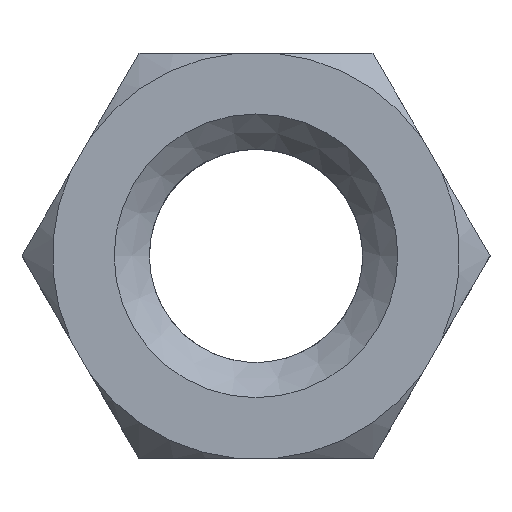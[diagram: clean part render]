
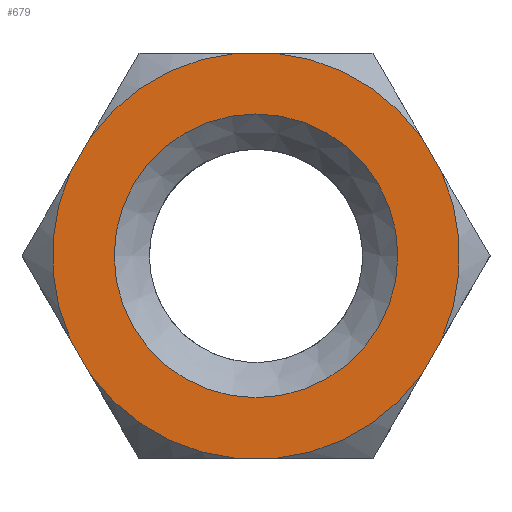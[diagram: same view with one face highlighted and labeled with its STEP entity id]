
A CAD part, top view. The second image highlights one B-rep face of the part: STEP entity #679.
In plain terms, the highlighted planar face has unit normal (0, 0, 1).
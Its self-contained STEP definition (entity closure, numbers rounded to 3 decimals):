
#44=FACE_BOUND('',#146,.T.);
#54=PLANE('',#751);
#107=FACE_OUTER_BOUND('',#145,.T.);
#145=EDGE_LOOP('',(#619,#620,#621,#622,#623,#624,#625,#626,#627,#628,#629,
#630));
#146=EDGE_LOOP('',(#631));
#162=CIRCLE('',#736,7.);
#163=CIRCLE('',#739,10.047);
#164=CIRCLE('',#741,10.047);
#165=CIRCLE('',#743,10.047);
#166=CIRCLE('',#745,10.047);
#167=CIRCLE('',#747,10.047);
#168=CIRCLE('',#749,10.047);
#214=LINE('',#2118,#243);
#217=LINE('',#2140,#246);
#219=LINE('',#2160,#248);
#221=LINE('',#2188,#250);
#223=LINE('',#2204,#252);
#225=LINE('',#2661,#254);
#243=VECTOR('',#828,10.);
#246=VECTOR('',#833,10.);
#248=VECTOR('',#839,10.);
#250=VECTOR('',#847,10.);
#252=VECTOR('',#853,10.);
#254=VECTOR('',#897,10.);
#299=VERTEX_POINT('',#2113);
#300=VERTEX_POINT('',#2117);
#305=VERTEX_POINT('',#2135);
#306=VERTEX_POINT('',#2139);
#309=VERTEX_POINT('',#2155);
#310=VERTEX_POINT('',#2159);
#314=VERTEX_POINT('',#2183);
#315=VERTEX_POINT('',#2187);
#317=VERTEX_POINT('',#2199);
#318=VERTEX_POINT('',#2203);
#320=VERTEX_POINT('',#2636);
#321=VERTEX_POINT('',#2641);
#322=VERTEX_POINT('',#2653);
#381=EDGE_CURVE('',#300,#299,#214,.T.);
#388=EDGE_CURVE('',#306,#305,#217,.T.);
#394=EDGE_CURVE('',#310,#309,#219,.T.);
#402=EDGE_CURVE('',#315,#314,#221,.T.);
#407=EDGE_CURVE('',#318,#317,#223,.T.);
#415=EDGE_CURVE('',#320,#320,#162,.T.);
#418=EDGE_CURVE('',#321,#315,#163,.T.);
#419=EDGE_CURVE('',#314,#318,#164,.T.);
#420=EDGE_CURVE('',#317,#300,#165,.T.);
#421=EDGE_CURVE('',#299,#306,#166,.T.);
#423=EDGE_CURVE('',#309,#322,#167,.T.);
#424=EDGE_CURVE('',#305,#310,#168,.T.);
#425=EDGE_CURVE('',#322,#321,#225,.T.);
#619=ORIENTED_EDGE('',*,*,#424,.T.);
#620=ORIENTED_EDGE('',*,*,#394,.T.);
#621=ORIENTED_EDGE('',*,*,#423,.T.);
#622=ORIENTED_EDGE('',*,*,#425,.T.);
#623=ORIENTED_EDGE('',*,*,#418,.T.);
#624=ORIENTED_EDGE('',*,*,#402,.T.);
#625=ORIENTED_EDGE('',*,*,#419,.T.);
#626=ORIENTED_EDGE('',*,*,#407,.T.);
#627=ORIENTED_EDGE('',*,*,#420,.T.);
#628=ORIENTED_EDGE('',*,*,#381,.T.);
#629=ORIENTED_EDGE('',*,*,#421,.T.);
#630=ORIENTED_EDGE('',*,*,#388,.T.);
#631=ORIENTED_EDGE('',*,*,#415,.T.);
#679=ADVANCED_FACE('',(#107,#44),#54,.T.);
#736=AXIS2_PLACEMENT_3D('',#2637,#866,#867);
#739=AXIS2_PLACEMENT_3D('',#2645,#873,#874);
#741=AXIS2_PLACEMENT_3D('',#2647,#877,#878);
#743=AXIS2_PLACEMENT_3D('',#2649,#881,#882);
#745=AXIS2_PLACEMENT_3D('',#2651,#885,#886);
#747=AXIS2_PLACEMENT_3D('',#2657,#889,#890);
#749=AXIS2_PLACEMENT_3D('',#2659,#893,#894);
#751=AXIS2_PLACEMENT_3D('',#2662,#898,#899);
#828=DIRECTION('',(1.,0.,0.));
#833=DIRECTION('',(0.5,0.866,0.));
#839=DIRECTION('',(-0.5,0.866,0.));
#847=DIRECTION('',(-0.5,-0.866,0.));
#853=DIRECTION('',(0.5,-0.866,0.));
#866=DIRECTION('center_axis',(0.,0.,-1.));
#867=DIRECTION('ref_axis',(1.,0.,0.));
#873=DIRECTION('center_axis',(0.,0.,1.));
#874=DIRECTION('ref_axis',(1.,0.,0.));
#877=DIRECTION('center_axis',(0.,0.,1.));
#878=DIRECTION('ref_axis',(1.,0.,0.));
#881=DIRECTION('center_axis',(0.,0.,1.));
#882=DIRECTION('ref_axis',(1.,0.,0.));
#885=DIRECTION('center_axis',(0.,0.,1.));
#886=DIRECTION('ref_axis',(1.,0.,0.));
#889=DIRECTION('center_axis',(0.,0.,1.));
#890=DIRECTION('ref_axis',(1.,0.,0.));
#893=DIRECTION('center_axis',(0.,0.,1.));
#894=DIRECTION('ref_axis',(1.,0.,0.));
#897=DIRECTION('',(-1.,0.,0.));
#898=DIRECTION('center_axis',(0.,0.,1.));
#899=DIRECTION('ref_axis',(1.,0.,0.));
#2113=CARTESIAN_POINT('',(0.971,-10.,10.));
#2117=CARTESIAN_POINT('',(-0.971,-10.,10.));
#2118=CARTESIAN_POINT('',(-5.774,-10.,10.));
#2135=CARTESIAN_POINT('',(9.146,-4.159,10.));
#2139=CARTESIAN_POINT('',(8.175,-5.841,10.));
#2140=CARTESIAN_POINT('',(5.774,-10.,10.));
#2155=CARTESIAN_POINT('',(8.175,5.841,10.));
#2159=CARTESIAN_POINT('',(9.146,4.159,10.));
#2160=CARTESIAN_POINT('',(11.547,0.,10.));
#2183=CARTESIAN_POINT('',(-9.146,4.159,10.));
#2187=CARTESIAN_POINT('',(-8.175,5.841,10.));
#2188=CARTESIAN_POINT('',(-5.774,10.,10.));
#2199=CARTESIAN_POINT('',(-8.175,-5.841,10.));
#2203=CARTESIAN_POINT('',(-9.146,-4.159,10.));
#2204=CARTESIAN_POINT('',(-11.547,0.,10.));
#2636=CARTESIAN_POINT('',(-7.,0.,10.));
#2637=CARTESIAN_POINT('Origin',(0.,0.,
10.));
#2641=CARTESIAN_POINT('',(-0.971,10.,10.));
#2645=CARTESIAN_POINT('Origin',(0.,0.,10.));
#2647=CARTESIAN_POINT('Origin',(0.,0.,10.));
#2649=CARTESIAN_POINT('Origin',(0.,0.,10.));
#2651=CARTESIAN_POINT('Origin',(0.,0.,10.));
#2653=CARTESIAN_POINT('',(0.971,10.,10.));
#2657=CARTESIAN_POINT('Origin',(0.,0.,10.));
#2659=CARTESIAN_POINT('Origin',(0.,0.,10.));
#2661=CARTESIAN_POINT('',(5.774,10.,10.));
#2662=CARTESIAN_POINT('Origin',(0.,0.,
10.));
